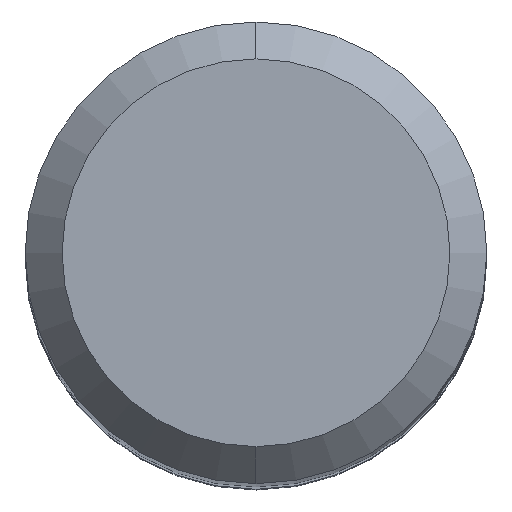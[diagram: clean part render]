
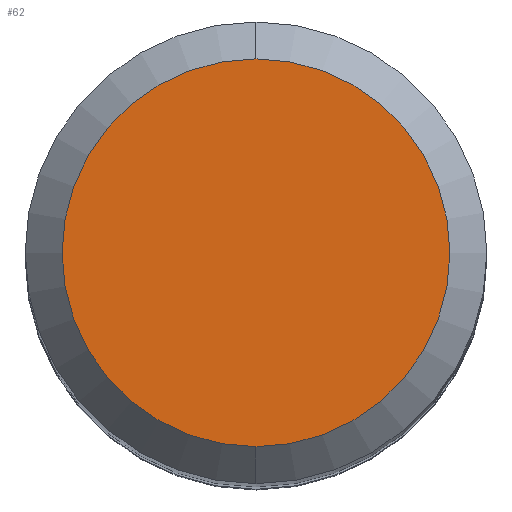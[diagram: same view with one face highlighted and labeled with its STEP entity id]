
A CAD part, top view. The second image highlights one B-rep face of the part: STEP entity #62.
In plain terms, the highlighted planar face has unit normal (0, 0, 1).
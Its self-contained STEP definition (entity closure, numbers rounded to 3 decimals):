
#62=ADVANCED_FACE('',(#134),#135,.T.);
#134=FACE_OUTER_BOUND('',#219,.T.);
#135=PLANE('',#220);
#219=EDGE_LOOP('',(#311,#312));
#220=AXIS2_PLACEMENT_3D('',#313,#314,#315);
#311=ORIENTED_EDGE('',*,*,#437,.F.);
#312=ORIENTED_EDGE('',*,*,#449,.F.);
#313=CARTESIAN_POINT('',(0.,1.68,32.));
#314=DIRECTION('',(0.,0.,1.0));
#315=DIRECTION('',(0.,-1.0,0.));
#437=EDGE_CURVE('',#510,#512,#513,.T.);
#449=EDGE_CURVE('',#512,#510,#529,.T.);
#510=VERTEX_POINT('',#593);
#512=VERTEX_POINT('',#596);
#513=CIRCLE('',#597,3.36);
#529=CIRCLE('',#616,3.36);
#593=CARTESIAN_POINT('',(0.,3.36,32.));
#596=CARTESIAN_POINT('',(0.,-3.36,32.));
#597=AXIS2_PLACEMENT_3D('',#673,#674,#675);
#616=AXIS2_PLACEMENT_3D('',#691,#692,#693);
#673=CARTESIAN_POINT('',(0.,0.,32.));
#674=DIRECTION('',(0.,0.0,-1.0));
#675=DIRECTION('',(0.0,1.0,0.0));
#691=CARTESIAN_POINT('',(0.,0.,32.));
#692=DIRECTION('',(0.,0.0,-1.0));
#693=DIRECTION('',(0.0,1.0,0.0));
